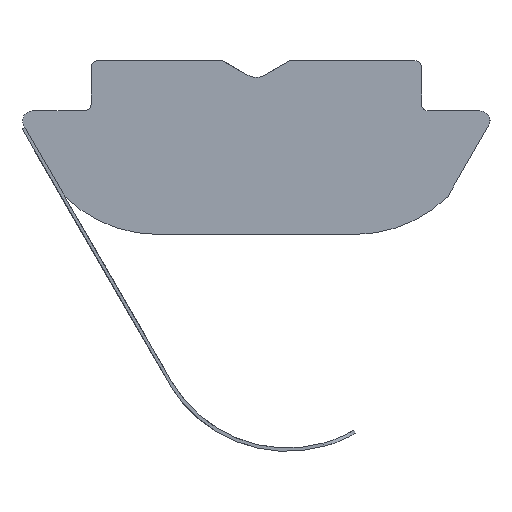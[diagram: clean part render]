
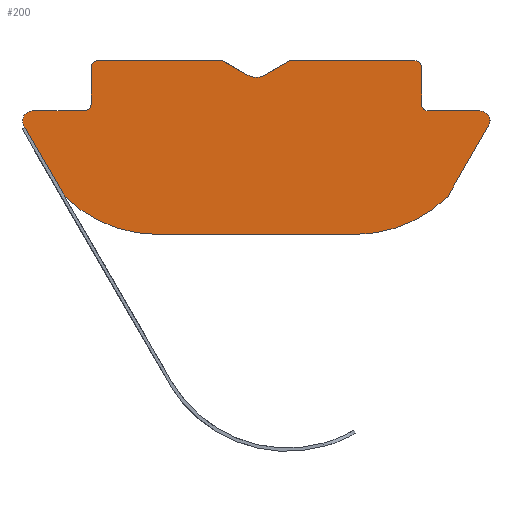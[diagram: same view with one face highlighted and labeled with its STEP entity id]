
A CAD part, left-side view. The second image highlights one B-rep face of the part: STEP entity #200.
In plain terms, the highlighted planar face has unit normal (-1, 0, 0).
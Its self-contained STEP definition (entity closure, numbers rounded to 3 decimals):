
#200=ADVANCED_FACE('',(#252),#253,.F.);
#252=FACE_OUTER_BOUND('',#346,.T.);
#253=PLANE('',#347);
#346=EDGE_LOOP('',(#473,#474,#475,#476,#477,#478,#479,#480,#481,#482,#483,#484,#485,#486,#487,#488,#489,#490,#491,#492,#493));
#347=AXIS2_PLACEMENT_3D('',#494,#495,#496);
#473=ORIENTED_EDGE('',*,*,#850,.T.);
#474=ORIENTED_EDGE('',*,*,#851,.T.);
#475=ORIENTED_EDGE('',*,*,#852,.T.);
#476=ORIENTED_EDGE('',*,*,#853,.F.);
#477=ORIENTED_EDGE('',*,*,#854,.F.);
#478=ORIENTED_EDGE('',*,*,#855,.T.);
#479=ORIENTED_EDGE('',*,*,#856,.T.);
#480=ORIENTED_EDGE('',*,*,#857,.T.);
#481=ORIENTED_EDGE('',*,*,#858,.F.);
#482=ORIENTED_EDGE('',*,*,#859,.F.);
#483=ORIENTED_EDGE('',*,*,#860,.T.);
#484=ORIENTED_EDGE('',*,*,#861,.T.);
#485=ORIENTED_EDGE('',*,*,#862,.F.);
#486=ORIENTED_EDGE('',*,*,#863,.F.);
#487=ORIENTED_EDGE('',*,*,#864,.T.);
#488=ORIENTED_EDGE('',*,*,#844,.F.);
#489=ORIENTED_EDGE('',*,*,#865,.F.);
#490=ORIENTED_EDGE('',*,*,#866,.F.);
#491=ORIENTED_EDGE('',*,*,#867,.F.);
#492=ORIENTED_EDGE('',*,*,#868,.T.);
#493=ORIENTED_EDGE('',*,*,#869,.F.);
#494=CARTESIAN_POINT('',(-9.5,-7.182,-0.658));
#495=DIRECTION('',(1.0,0.0,0.));
#496=DIRECTION('',(0.,1.0,0.));
#844=EDGE_CURVE('',#987,#988,#989,.T.);
#850=EDGE_CURVE('',#999,#1000,#1001,.T.);
#851=EDGE_CURVE('',#1000,#1002,#1003,.T.);
#852=EDGE_CURVE('',#1002,#1004,#1005,.T.);
#853=EDGE_CURVE('',#1006,#1004,#1007,.T.);
#854=EDGE_CURVE('',#1008,#1006,#1009,.F.);
#855=EDGE_CURVE('',#1008,#1010,#1011,.T.);
#856=EDGE_CURVE('',#1010,#1012,#1013,.T.);
#857=EDGE_CURVE('',#1012,#1014,#1015,.T.);
#858=EDGE_CURVE('',#1016,#1014,#1017,.F.);
#859=EDGE_CURVE('',#1018,#1016,#1019,.T.);
#860=EDGE_CURVE('',#1018,#1020,#1021,.T.);
#861=EDGE_CURVE('',#1020,#1022,#1023,.T.);
#862=EDGE_CURVE('',#1024,#1022,#1025,.F.);
#863=EDGE_CURVE('',#1026,#1024,#1027,.T.);
#864=EDGE_CURVE('',#1026,#988,#1028,.T.);
#865=EDGE_CURVE('',#1029,#987,#1030,.T.);
#866=EDGE_CURVE('',#1031,#1029,#1032,.T.);
#867=EDGE_CURVE('',#1033,#1031,#1034,.T.);
#868=EDGE_CURVE('',#1033,#1035,#1036,.T.);
#869=EDGE_CURVE('',#999,#1035,#1037,.T.);
#987=VERTEX_POINT('',#1251);
#988=VERTEX_POINT('',#1252);
#989=CIRCLE('',#1253,4.0);
#999=VERTEX_POINT('',#1267);
#1000=VERTEX_POINT('',#1268);
#1001=LINE('',#1269,#1270);
#1002=VERTEX_POINT('',#1271);
#1003=CIRCLE('',#1272,0.2);
#1004=VERTEX_POINT('',#1273);
#1005=LINE('',#1274,#1275);
#1006=VERTEX_POINT('',#1276);
#1007=CIRCLE('',#1277,0.2);
#1008=VERTEX_POINT('',#1278);
#1009=LINE('',#1279,#1280);
#1010=VERTEX_POINT('',#1281);
#1011=LINE('',#1282,#1283);
#1012=VERTEX_POINT('',#1284);
#1013=CIRCLE('',#1285,0.5);
#1014=VERTEX_POINT('',#1286);
#1015=LINE('',#1287,#1288);
#1016=VERTEX_POINT('',#1289);
#1017=LINE('',#1290,#1291);
#1018=VERTEX_POINT('',#1292);
#1019=CIRCLE('',#1293,0.2);
#1020=VERTEX_POINT('',#1294);
#1021=LINE('',#1295,#1296);
#1022=VERTEX_POINT('',#1297);
#1023=CIRCLE('',#1298,0.2);
#1024=VERTEX_POINT('',#1299);
#1025=LINE('',#1300,#1301);
#1026=VERTEX_POINT('',#1302);
#1027=CIRCLE('',#1303,0.3);
#1028=LINE('',#1304,#1305);
#1029=VERTEX_POINT('',#1306);
#1030=LINE('',#1307,#1308);
#1031=VERTEX_POINT('',#1309);
#1032=CIRCLE('',#1310,4.0);
#1033=VERTEX_POINT('',#1311);
#1034=LINE('',#1312,#1313);
#1035=VERTEX_POINT('',#1314);
#1036=CIRCLE('',#1315,0.3);
#1037=CIRCLE('',#1316,0.3);
#1251=CARTESIAN_POINT('',(-9.5,2.95,-3.7));
#1252=CARTESIAN_POINT('',(-9.5,5.725,-2.581));
#1253=AXIS2_PLACEMENT_3D('',#1575,#1576,#1577);
#1267=CARTESIAN_POINT('',(-9.5,-6.7,0.));
#1268=CARTESIAN_POINT('',(-9.5,-5.15,0.));
#1269=CARTESIAN_POINT('',(-9.5,-5.15,0.));
#1270=VECTOR('',#1585,1.0);
#1271=CARTESIAN_POINT('',(-9.5,-4.95,0.2));
#1272=AXIS2_PLACEMENT_3D('',#1586,#1587,#1588);
#1273=CARTESIAN_POINT('',(-9.5,-4.95,1.3));
#1274=CARTESIAN_POINT('',(-9.5,-4.95,1.3));
#1275=VECTOR('',#1589,1.0);
#1276=CARTESIAN_POINT('',(-9.5,-4.75,1.5));
#1277=AXIS2_PLACEMENT_3D('',#1590,#1591,#1592);
#1278=CARTESIAN_POINT('',(-9.5,-1.0,1.5));
#1279=CARTESIAN_POINT('',(-9.5,-7.182,1.5));
#1280=VECTOR('',#1593,1.0);
#1281=CARTESIAN_POINT('',(-9.5,-0.25,1.067));
#1282=CARTESIAN_POINT('',(-9.5,-1.0,1.5));
#1283=VECTOR('',#1594,1.0);
#1284=CARTESIAN_POINT('',(-9.5,0.25,1.067));
#1285=AXIS2_PLACEMENT_3D('',#1595,#1596,#1597);
#1286=CARTESIAN_POINT('',(-9.5,1.0,1.5));
#1287=CARTESIAN_POINT('',(-9.5,1.0,1.5));
#1288=VECTOR('',#1598,1.0);
#1289=CARTESIAN_POINT('',(-9.5,4.75,1.5));
#1290=CARTESIAN_POINT('',(-9.5,-7.182,1.5));
#1291=VECTOR('',#1599,1.0);
#1292=CARTESIAN_POINT('',(-9.5,4.95,1.3));
#1293=AXIS2_PLACEMENT_3D('',#1600,#1601,#1602);
#1294=CARTESIAN_POINT('',(-9.5,4.95,0.2));
#1295=CARTESIAN_POINT('',(-9.5,4.95,1.3));
#1296=VECTOR('',#1603,1.0);
#1297=CARTESIAN_POINT('',(-9.5,5.15,0.));
#1298=AXIS2_PLACEMENT_3D('',#1604,#1605,#1606);
#1299=CARTESIAN_POINT('',(-9.5,6.7,0.));
#1300=CARTESIAN_POINT('',(-9.5,-7.182,0.));
#1301=VECTOR('',#1607,1.0);
#1302=CARTESIAN_POINT('',(-9.5,6.932,-0.49));
#1303=AXIS2_PLACEMENT_3D('',#1608,#1609,#1610);
#1304=CARTESIAN_POINT('',(-9.5,6.932,-0.49));
#1305=VECTOR('',#1611,1.0);
#1306=CARTESIAN_POINT('',(-9.5,-2.95,-3.7));
#1307=CARTESIAN_POINT('',(-9.5,-7.182,-3.7));
#1308=VECTOR('',#1612,1.0);
#1309=CARTESIAN_POINT('',(-9.5,-5.725,-2.581));
#1310=AXIS2_PLACEMENT_3D('',#1613,#1614,#1615);
#1311=CARTESIAN_POINT('',(-9.5,-6.922,-0.508));
#1312=CARTESIAN_POINT('',(-9.5,-6.922,-0.508));
#1313=VECTOR('',#1616,1.0);
#1314=CARTESIAN_POINT('',(-9.5,-6.941,-0.479));
#1315=AXIS2_PLACEMENT_3D('',#1617,#1618,#1619);
#1316=AXIS2_PLACEMENT_3D('',#1620,#1621,#1622);
#1575=CARTESIAN_POINT('',(-9.5,2.95,0.3));
#1576=DIRECTION('',(1.0,0.0,0.));
#1577=DIRECTION('',(0.,1.0,0.));
#1585=DIRECTION('',(0.,1.0,0.));
#1586=CARTESIAN_POINT('',(-9.5,-5.15,0.2));
#1587=DIRECTION('',(1.0,0.0,0.));
#1588=DIRECTION('',(0.,1.0,0.));
#1589=DIRECTION('',(0.,0.,1.0));
#1590=CARTESIAN_POINT('',(-9.5,-4.75,1.3));
#1591=DIRECTION('',(1.0,0.0,0.));
#1592=DIRECTION('',(0.,1.0,0.));
#1593=DIRECTION('',(0.,1.0,0.));
#1594=DIRECTION('',(0.,0.866,-0.5));
#1595=CARTESIAN_POINT('',(-9.5,0.,1.5));
#1596=DIRECTION('',(1.0,0.0,0.));
#1597=DIRECTION('',(0.,1.0,0.));
#1598=DIRECTION('',(0.,0.866,0.5));
#1599=DIRECTION('',(0.,1.0,0.));
#1600=CARTESIAN_POINT('',(-9.5,4.75,1.3));
#1601=DIRECTION('',(1.0,0.0,0.));
#1602=DIRECTION('',(0.,1.0,0.));
#1603=DIRECTION('',(0.,0.,-1.0));
#1604=CARTESIAN_POINT('',(-9.5,5.15,0.2));
#1605=DIRECTION('',(1.0,0.0,0.));
#1606=DIRECTION('',(0.,1.0,0.));
#1607=DIRECTION('',(0.,1.0,0.));
#1608=CARTESIAN_POINT('',(-9.5,6.7,-0.3));
#1609=DIRECTION('',(1.0,0.0,0.));
#1610=DIRECTION('',(0.,1.0,0.));
#1611=DIRECTION('',(0.,-0.5,-0.866));
#1612=DIRECTION('',(0.,1.0,0.));
#1613=CARTESIAN_POINT('',(-9.5,-2.95,0.3));
#1614=DIRECTION('',(1.0,0.0,0.));
#1615=DIRECTION('',(0.,1.0,0.));
#1616=DIRECTION('',(0.,0.5,-0.866));
#1617=CARTESIAN_POINT('',(-9.5,-7.182,-0.658));
#1618=DIRECTION('',(1.0,0.0,0.));
#1619=DIRECTION('',(0.,1.0,0.));
#1620=CARTESIAN_POINT('',(-9.5,-6.7,-0.3));
#1621=DIRECTION('',(1.0,0.0,0.));
#1622=DIRECTION('',(0.,1.0,0.));
